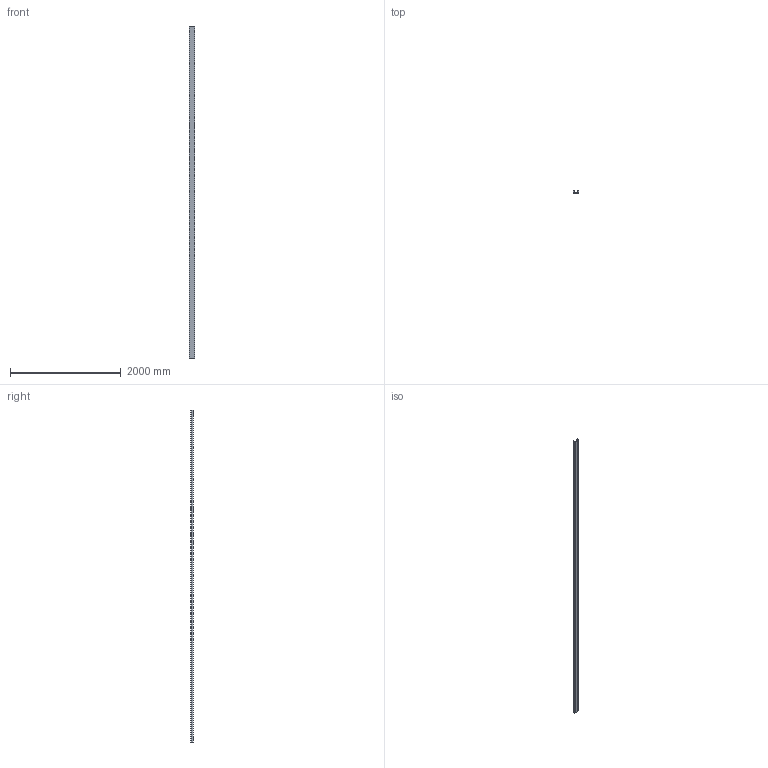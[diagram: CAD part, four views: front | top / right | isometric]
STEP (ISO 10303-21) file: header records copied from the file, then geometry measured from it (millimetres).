
FILE_DESCRIPTION(('STEP AP214'),'1');
FILE_NAME('PG_1_NbV_6000.stp','2016-05-28T11:21:04',('TraceParts'),('TraceParts S.A.'),'Spatial InterOp 3D',' ',' ');
FILE_SCHEMA(('automotive_design'));
Length unit declared in the file: millimetre
Products named in the file (1): 1
Bounding box: 103.2 x 39 x 6000 mm (x, y, z)
Volume: 10563216 mm3; surface area: 2070297.9 mm2
Topology: 1 solids, 1 shells, 264 faces, 588 edges, 326 vertices
Faces by surface type: cone 132, cylinder 94, plane 38
Entity records: 6959 total; most frequent: DIRECTION 1350, CARTESIAN_POINT 1135, ORIENTED_EDGE 1088, EDGE_CURVE 544, AXIS2_PLACEMENT_3D 541, VERTEX_POINT 326, EDGE_LOOP 308, CIRCLE 276
